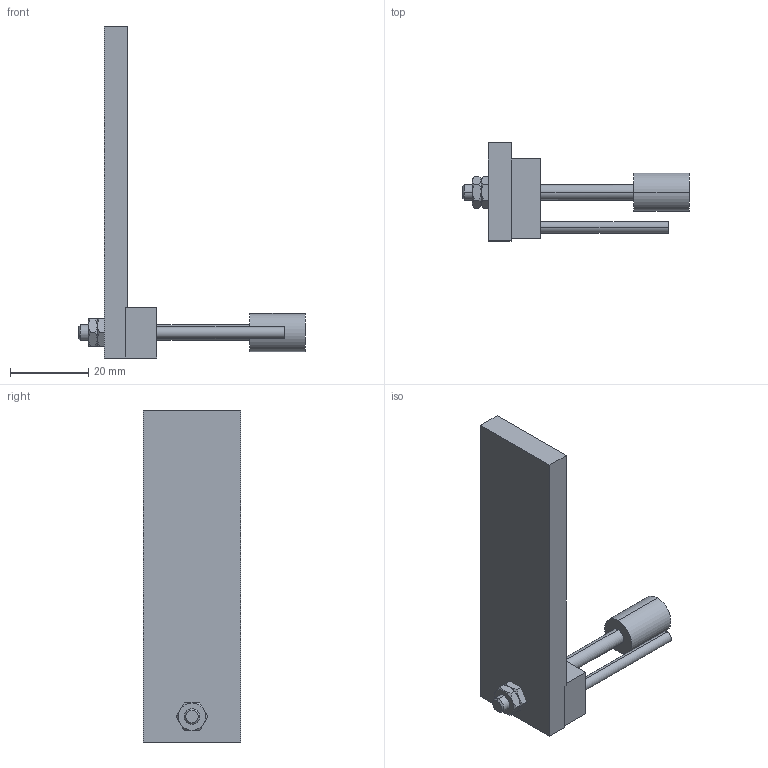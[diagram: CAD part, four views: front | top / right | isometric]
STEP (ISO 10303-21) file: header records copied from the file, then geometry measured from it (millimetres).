
FILE_DESCRIPTION(('STEP AP214'),'1');
FILE_NAME('L2.stp','2017-11-24T08:56:58',(' '),(' '),'Spatial InterOp 3D',' ',' ');
FILE_SCHEMA(('AUTOMOTIVE_DESIGN { 1 0 10303 214 1 1 1 1 }'));
Length unit declared in the file: metre
Products named in the file (1): ____1
Bounding box: 58 x 25 x 85 mm (x, y, z)
Volume: 16379.2 mm3; surface area: 8455.7 mm2
Topology: 4 solids, 4 shells, 98 faces, 230 edges, 140 vertices
Faces by surface type: plane 41, cone 38, cylinder 19
Entity records: 3832 total; most frequent: CARTESIAN_POINT 766, DIRECTION 468, ORIENTED_EDGE 460, EDGE_CURVE 230, AXIS2_PLACEMENT_3D 186, VERTEX_POINT 140, EDGE_LOOP 106, STYLED_ITEM 102
